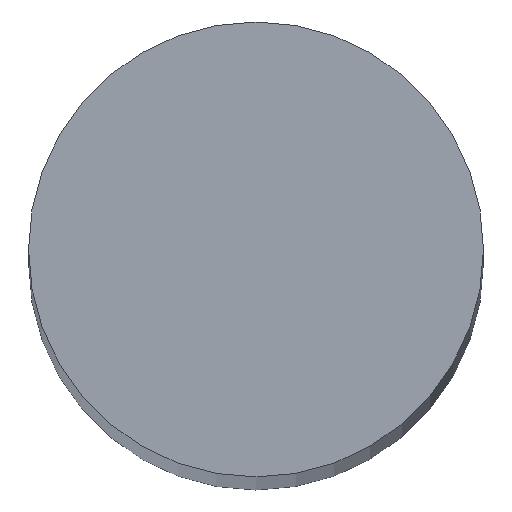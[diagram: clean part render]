
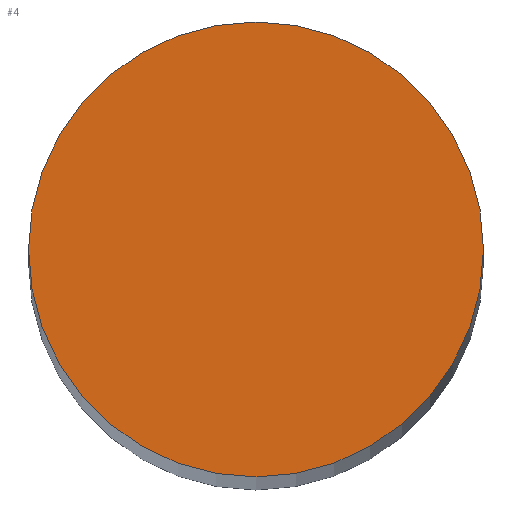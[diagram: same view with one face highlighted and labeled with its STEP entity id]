
A CAD part, top view. The second image highlights one B-rep face of the part: STEP entity #4.
In plain terms, the highlighted planar face has unit normal (0, 0, 1).
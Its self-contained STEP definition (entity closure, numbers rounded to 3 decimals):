
#4 = ADVANCED_FACE ( 'NONE', ( #48 ), #6, .T. ) ;
#6 = PLANE ( 'NONE',  #45 ) ;
#15 = CARTESIAN_POINT ( 'NONE',  ( 0., 0., 10. ) ) ;
#17 = AXIS2_PLACEMENT_3D ( 'NONE', #84, #104, #73 ) ;
#21 = EDGE_CURVE ( 'NONE', #24, #79, #51, .T. ) ;
#24 = VERTEX_POINT ( 'NONE', #118 ) ;
#36 = EDGE_LOOP ( 'NONE', ( #65, #71 ) ) ;
#38 = DIRECTION ( 'NONE',  ( 0., 0., 1. ) ) ;
#45 = AXIS2_PLACEMENT_3D ( 'NONE', #46, #38, #72 ) ;
#46 = CARTESIAN_POINT ( 'NONE',  ( 0., 0., 10. ) ) ;
#48 = FACE_OUTER_BOUND ( 'NONE', #36, .T. ) ;
#51 = CIRCLE ( 'NONE', #75, 2.25 ) ;
#59 = CIRCLE ( 'NONE', #17, 2.25 ) ;
#65 = ORIENTED_EDGE ( 'NONE', *, *, #89, .T. ) ;
#69 = CARTESIAN_POINT ( 'NONE',  ( 2.25, 0., 10. ) ) ;
#71 = ORIENTED_EDGE ( 'NONE', *, *, #21, .T. ) ;
#72 = DIRECTION ( 'NONE',  ( 1., 0., 0. ) ) ;
#73 = DIRECTION ( 'NONE',  ( 1., 0., 0. ) ) ;
#75 = AXIS2_PLACEMENT_3D ( 'NONE', #15, #76, #77 ) ;
#76 = DIRECTION ( 'NONE',  ( 0., 0., 1. ) ) ;
#77 = DIRECTION ( 'NONE',  ( 1., 0., 0. ) ) ;
#79 = VERTEX_POINT ( 'NONE', #69 ) ;
#84 = CARTESIAN_POINT ( 'NONE',  ( 0., 0., 10. ) ) ;
#89 = EDGE_CURVE ( 'NONE', #79, #24, #59, .T. ) ;
#104 = DIRECTION ( 'NONE',  ( 0., 0., 1. ) ) ;
#118 = CARTESIAN_POINT ( 'NONE',  ( -2.25, 0., 10. ) ) ;
